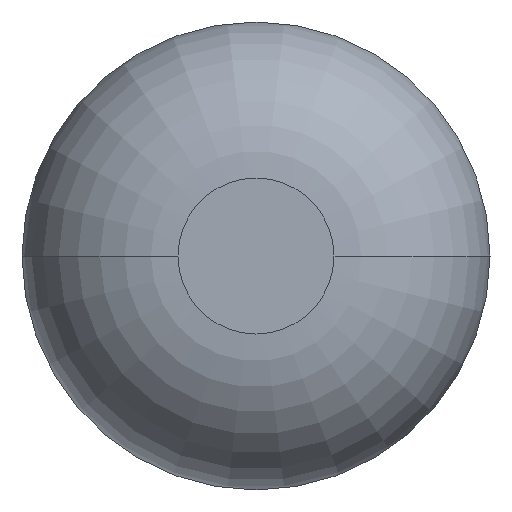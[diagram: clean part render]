
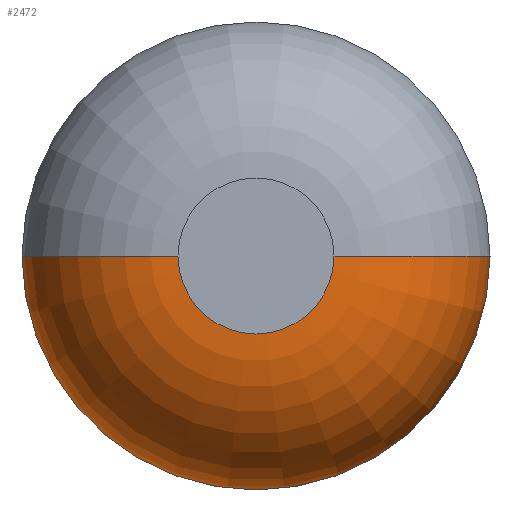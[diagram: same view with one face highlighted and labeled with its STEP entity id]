
A CAD part, front view. The second image highlights one B-rep face of the part: STEP entity #2472.
In plain terms, the highlighted toroidal (fillet/blend) face has major radius 0.125 mm and minor radius 0.25 mm.
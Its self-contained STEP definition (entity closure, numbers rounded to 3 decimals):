
#124 = FACE_OUTER_BOUND ( 'NONE', #1934, .T. ) ;
#232 = AXIS2_PLACEMENT_3D ( 'NONE', #1224, #2464, #330 ) ;
#328 = EDGE_CURVE ( 'Defeature ausgef�hrt1_1+Defeature ausgef�hrt1_2+Defeature ausgef�hrt1_2+Defeature ausgef�hrt1_2', #1761, #1673, #1188, .T. ) ;
#330 = DIRECTION ( 'NONE',  ( 1., 0., 0. ) ) ;
#509 = CIRCLE ( 'NONE', #815, 0.375 ) ;
#554 = CARTESIAN_POINT ( 'NONE',  ( 0.125, -31.05, 0. ) ) ;
#693 = CIRCLE ( 'NONE', #3680, 0.25 ) ;
#717 = CARTESIAN_POINT ( 'NONE',  ( 0.375, -31.05, 0. ) ) ;
#815 = AXIS2_PLACEMENT_3D ( 'NONE', #3730, #1320, #3133 ) ;
#868 = CARTESIAN_POINT ( 'NONE',  ( -0.125, -31.05, 0. ) ) ;
#882 = DIRECTION ( 'NONE',  ( 0., 0., 1. ) ) ;
#1074 = ORIENTED_EDGE ( 'NONE', *, *, #1443, .T. ) ;
#1163 = DIRECTION ( 'NONE',  ( -1., 0., 0. ) ) ;
#1188 = CIRCLE ( 'NONE', #232, 0.125 ) ;
#1224 = CARTESIAN_POINT ( 'NONE',  ( 0., -31.3, 0. ) ) ;
#1320 = DIRECTION ( 'NONE',  ( 0., 1., 0. ) ) ;
#1443 = EDGE_CURVE ( 'NONE', #1761, #3101, #693, .T. ) ;
#1455 = DIRECTION ( 'NONE',  ( 0., 1., 0. ) ) ;
#1491 = AXIS2_PLACEMENT_3D ( 'NONE', #2094, #1455, #1780 ) ;
#1673 = VERTEX_POINT ( 'NONE', #1800 ) ;
#1761 = VERTEX_POINT ( 'NONE', #3373 ) ;
#1780 = DIRECTION ( 'NONE',  ( 1., 0., 0. ) ) ;
#1800 = CARTESIAN_POINT ( 'NONE',  ( 0.125, -31.3, 0. ) ) ;
#1934 = EDGE_LOOP ( 'NONE', ( #3927, #1074, #1965, #2496 ) ) ;
#1965 = ORIENTED_EDGE ( 'NONE', *, *, #3804, .F. ) ;
#2094 = CARTESIAN_POINT ( 'NONE',  ( 0., -31.05, 0. ) ) ;
#2464 = DIRECTION ( 'NONE',  ( 0., -1., 0. ) ) ;
#2472 = ADVANCED_FACE ( 'Defeature ausgef�hrt1_2', ( #124 ), #3395, .T. ) ;
#2496 = ORIENTED_EDGE ( 'NONE', *, *, #2883, .F. ) ;
#2715 = VERTEX_POINT ( 'NONE', #717 ) ;
#2847 = AXIS2_PLACEMENT_3D ( 'NONE', #554, #882, #3299 ) ;
#2883 = EDGE_CURVE ( 'NONE', #1673, #2715, #3546, .T. ) ;
#2984 = DIRECTION ( 'NONE',  ( 0., 0., -1. ) ) ;
#3101 = VERTEX_POINT ( 'NONE', #3185 ) ;
#3133 = DIRECTION ( 'NONE',  ( 1., 0., 0. ) ) ;
#3185 = CARTESIAN_POINT ( 'NONE',  ( -0.375, -31.05, 0. ) ) ;
#3299 = DIRECTION ( 'NONE',  ( 1., 0., 0. ) ) ;
#3373 = CARTESIAN_POINT ( 'NONE',  ( -0.125, -31.3, 0. ) ) ;
#3395 = TOROIDAL_SURFACE ( 'NONE', #1491, 0.125, 0.25 ) ;
#3546 = CIRCLE ( 'NONE', #2847, 0.25 ) ;
#3680 = AXIS2_PLACEMENT_3D ( 'NONE', #868, #2984, #1163 ) ;
#3730 = CARTESIAN_POINT ( 'NONE',  ( 0., -31.05, 0. ) ) ;
#3804 = EDGE_CURVE ( 'Defeature ausgef�hrt1_0+Defeature ausgef�hrt1_2+Defeature ausgef�hrt1_2+Defeature ausgef�hrt1_2', #2715, #3101, #509, .T. ) ;
#3927 = ORIENTED_EDGE ( 'NONE', *, *, #328, .F. ) ;
